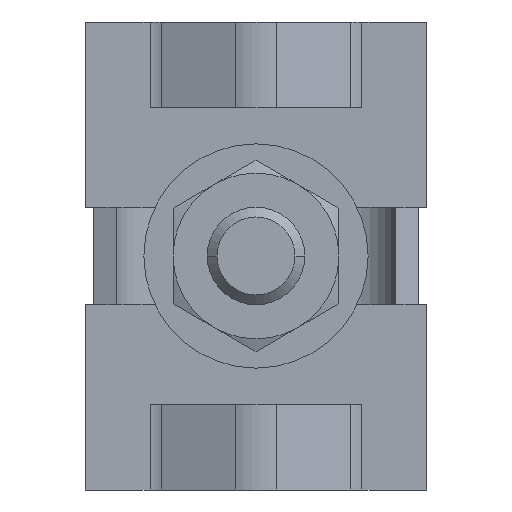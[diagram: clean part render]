
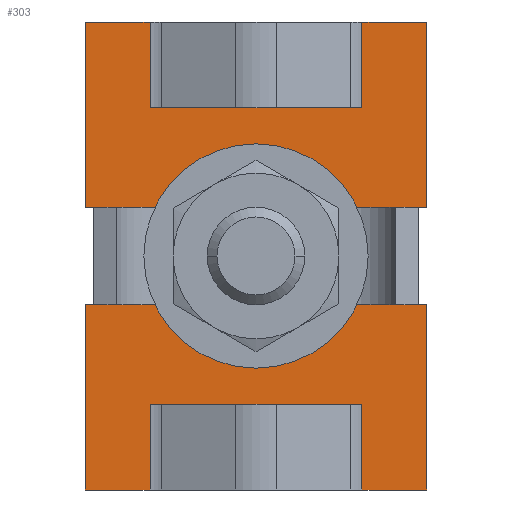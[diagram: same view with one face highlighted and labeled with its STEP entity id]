
A CAD part, front view. The second image highlights one B-rep face of the part: STEP entity #303.
In plain terms, the highlighted planar face has unit normal (0, -1, 0).
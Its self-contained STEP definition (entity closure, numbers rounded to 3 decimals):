
#303=ADVANCED_FACE('',(#590,#591),#592,.T.);
#590=FACE_BOUND('',#901,.T.);
#591=FACE_OUTER_BOUND('',#902,.T.);
#592=PLANE('',#903);
#901=EDGE_LOOP('',(#1465,#1466,#1467,#1468));
#902=EDGE_LOOP('',(#1469,#1470,#1471,#1472,#1473,#1474,#1475,#1476,#1477,#1478,#1479,#1480,#1481,#1482,#1483,#1484,#1485,#1486,#1487,#1488,#1489,#1490,#1491,#1492,#1493,#1494,#1495,#1496));
#903=AXIS2_PLACEMENT_3D('',#1497,#1498,#1499);
#1465=ORIENTED_EDGE('',*,*,#1951,.T.);
#1466=ORIENTED_EDGE('',*,*,#1955,.T.);
#1467=ORIENTED_EDGE('',*,*,#1942,.T.);
#1468=ORIENTED_EDGE('',*,*,#1947,.T.);
#1469=ORIENTED_EDGE('',*,*,#2117,.T.);
#1470=ORIENTED_EDGE('',*,*,#2118,.F.);
#1471=ORIENTED_EDGE('',*,*,#2082,.F.);
#1472=ORIENTED_EDGE('',*,*,#1963,.T.);
#1473=ORIENTED_EDGE('',*,*,#2088,.F.);
#1474=ORIENTED_EDGE('',*,*,#2119,.T.);
#1475=ORIENTED_EDGE('',*,*,#2120,.T.);
#1476=ORIENTED_EDGE('',*,*,#2121,.T.);
#1477=ORIENTED_EDGE('',*,*,#1966,.T.);
#1478=ORIENTED_EDGE('',*,*,#1975,.F.);
#1479=ORIENTED_EDGE('',*,*,#2018,.F.);
#1480=ORIENTED_EDGE('',*,*,#1997,.F.);
#1481=ORIENTED_EDGE('',*,*,#1990,.T.);
#1482=ORIENTED_EDGE('',*,*,#2073,.F.);
#1483=ORIENTED_EDGE('',*,*,#2080,.T.);
#1484=ORIENTED_EDGE('',*,*,#2070,.T.);
#1485=ORIENTED_EDGE('',*,*,#2026,.F.);
#1486=ORIENTED_EDGE('',*,*,#1985,.T.);
#1487=ORIENTED_EDGE('',*,*,#2032,.F.);
#1488=ORIENTED_EDGE('',*,*,#2059,.F.);
#1489=ORIENTED_EDGE('',*,*,#2079,.T.);
#1490=ORIENTED_EDGE('',*,*,#2054,.T.);
#1491=ORIENTED_EDGE('',*,*,#1993,.T.);
#1492=ORIENTED_EDGE('',*,*,#2002,.F.);
#1493=ORIENTED_EDGE('',*,*,#2015,.T.);
#1494=ORIENTED_EDGE('',*,*,#2024,.F.);
#1495=ORIENTED_EDGE('',*,*,#1973,.T.);
#1496=ORIENTED_EDGE('',*,*,#2115,.T.);
#1497=CARTESIAN_POINT('',(31.682,77.5,39.2));
#1498=DIRECTION('',(0.0,-1.0,0.0));
#1499=DIRECTION('',(1.0,0.0,0.0));
#1942=EDGE_CURVE('',#2283,#2284,#2285,.T.);
#1947=EDGE_CURVE('',#2284,#2292,#2293,.T.);
#1951=EDGE_CURVE('',#2292,#2298,#2299,.T.);
#1955=EDGE_CURVE('',#2298,#2283,#2304,.T.);
#1963=EDGE_CURVE('',#2308,#2316,#2318,.T.);
#1966=EDGE_CURVE('',#2323,#2320,#2324,.T.);
#1973=EDGE_CURVE('',#2330,#2334,#2336,.T.);
#1975=EDGE_CURVE('',#2338,#2320,#2339,.T.);
#1985=EDGE_CURVE('',#2347,#2355,#2357,.T.);
#1990=EDGE_CURVE('',#2359,#2364,#2366,.T.);
#1993=EDGE_CURVE('',#2371,#2369,#2372,.T.);
#1997=EDGE_CURVE('',#2359,#2377,#2378,.T.);
#2002=EDGE_CURVE('',#2385,#2369,#2386,.T.);
#2015=EDGE_CURVE('',#2385,#2402,#2404,.T.);
#2018=EDGE_CURVE('',#2377,#2338,#2407,.T.);
#2024=EDGE_CURVE('',#2330,#2402,#2413,.T.);
#2026=EDGE_CURVE('',#2347,#2415,#2416,.T.);
#2032=EDGE_CURVE('',#2425,#2355,#2427,.T.);
#2054=EDGE_CURVE('',#2458,#2371,#2459,.T.);
#2059=EDGE_CURVE('',#2464,#2425,#2466,.T.);
#2070=EDGE_CURVE('',#2480,#2415,#2481,.T.);
#2073=EDGE_CURVE('',#2484,#2364,#2485,.T.);
#2079=EDGE_CURVE('',#2464,#2458,#2492,.T.);
#2080=EDGE_CURVE('',#2484,#2480,#2493,.T.);
#2082=EDGE_CURVE('',#2308,#2495,#2496,.T.);
#2088=EDGE_CURVE('',#2505,#2316,#2507,.T.);
#2115=EDGE_CURVE('',#2334,#2543,#2545,.T.);
#2117=EDGE_CURVE('',#2543,#2547,#2548,.T.);
#2118=EDGE_CURVE('',#2495,#2547,#2549,.T.);
#2119=EDGE_CURVE('',#2505,#2550,#2551,.T.);
#2120=EDGE_CURVE('',#2550,#2552,#2553,.T.);
#2121=EDGE_CURVE('',#2552,#2323,#2554,.T.);
#2283=VERTEX_POINT('',#2777);
#2284=VERTEX_POINT('',#2778);
#2285=LINE('',#2779,#2780);
#2292=VERTEX_POINT('',#2790);
#2293=LINE('',#2791,#2792);
#2298=VERTEX_POINT('',#2799);
#2299=LINE('',#2800,#2801);
#2304=LINE('',#2808,#2809);
#2308=VERTEX_POINT('',#2814);
#2316=VERTEX_POINT('',#2824);
#2318=LINE('',#2827,#2828);
#2320=VERTEX_POINT('',#2830);
#2323=VERTEX_POINT('',#2833);
#2324=LINE('',#2834,#2835);
#2330=VERTEX_POINT('',#2843);
#2334=VERTEX_POINT('',#2848);
#2336=LINE('',#2851,#2852);
#2338=VERTEX_POINT('',#2854);
#2339=LINE('',#2855,#2856);
#2347=VERTEX_POINT('',#2865);
#2355=VERTEX_POINT('',#2875);
#2357=LINE('',#2878,#2879);
#2359=VERTEX_POINT('',#2881);
#2364=VERTEX_POINT('',#2887);
#2366=LINE('',#2890,#2891);
#2369=VERTEX_POINT('',#2894);
#2371=VERTEX_POINT('',#2896);
#2372=LINE('',#2897,#2898);
#2377=VERTEX_POINT('',#2905);
#2378=LINE('',#2906,#2907);
#2385=VERTEX_POINT('',#2915);
#2386=LINE('',#2916,#2917);
#2402=VERTEX_POINT('',#2938);
#2404=LINE('',#2940,#2941);
#2407=LINE('',#2945,#2946);
#2413=LINE('',#2954,#2955);
#2415=VERTEX_POINT('',#2957);
#2416=LINE('',#2958,#2959);
#2425=VERTEX_POINT('',#2970);
#2427=LINE('',#2972,#2973);
#2458=VERTEX_POINT('',#3015);
#2459=LINE('',#3016,#3017);
#2464=VERTEX_POINT('',#3024);
#2466=LINE('',#3026,#3027);
#2480=VERTEX_POINT('',#3046);
#2481=LINE('',#3047,#3048);
#2484=VERTEX_POINT('',#3051);
#2485=LINE('',#3052,#3053);
#2492=LINE('',#3064,#3065);
#2493=LINE('',#3066,#3067);
#2495=VERTEX_POINT('',#3069);
#2496=LINE('',#3070,#3071);
#2505=VERTEX_POINT('',#3082);
#2507=LINE('',#3084,#3085);
#2543=VERTEX_POINT('',#3135);
#2545=LINE('',#3138,#3139);
#2547=VERTEX_POINT('',#3141);
#2548=LINE('',#3142,#3143);
#2549=LINE('',#3144,#3145);
#2550=VERTEX_POINT('',#3146);
#2551=LINE('',#3147,#3148);
#2552=VERTEX_POINT('',#3149);
#2553=LINE('',#3150,#3151);
#2554=LINE('',#3152,#3153);
#2777=CARTESIAN_POINT('',(12.2,77.5,29.3));
#2778=CARTESIAN_POINT('',(22.8,77.5,29.3));
#2779=CARTESIAN_POINT('',(24.591,77.5,29.3));
#2780=VECTOR('',#3678,1.0);
#2790=CARTESIAN_POINT('',(22.8,77.5,18.7));
#2791=CARTESIAN_POINT('',(22.8,77.5,31.6));
#2792=VECTOR('',#3682,1.0);
#2799=CARTESIAN_POINT('',(12.2,77.5,18.7));
#2800=CARTESIAN_POINT('',(24.591,77.5,18.7));
#2801=VECTOR('',#3685,1.0);
#2808=CARTESIAN_POINT('',(12.2,77.5,31.6));
#2809=VECTOR('',#3688,1.0);
#2814=CARTESIAN_POINT('',(21.235,77.5,39.2));
#2824=CARTESIAN_POINT('',(13.765,77.5,39.2));
#2827=CARTESIAN_POINT('',(17.5,77.5,39.2));
#2828=VECTOR('',#3699,1.0);
#2830=CARTESIAN_POINT('',(2.729,77.5,29.0));
#2833=CARTESIAN_POINT('',(0.0,77.5,29.0));
#2834=CARTESIAN_POINT('',(17.5,77.5,29.0));
#2835=VECTOR('',#3703,1.0);
#2843=CARTESIAN_POINT('',(32.271,77.5,29.0));
#2848=CARTESIAN_POINT('',(35.0,77.5,29.0));
#2851=CARTESIAN_POINT('',(17.5,77.5,29.0));
#2852=VECTOR('',#3711,1.0);
#2854=CARTESIAN_POINT('',(8.75,77.5,29.0));
#2855=CARTESIAN_POINT('',(17.5,77.5,29.0));
#2856=VECTOR('',#3712,1.0);
#2865=CARTESIAN_POINT('',(13.765,77.5,8.8));
#2875=CARTESIAN_POINT('',(21.235,77.5,8.8));
#2878=CARTESIAN_POINT('',(17.5,77.5,8.8));
#2879=VECTOR('',#3729,1.0);
#2881=CARTESIAN_POINT('',(2.729,77.5,19.0));
#2887=CARTESIAN_POINT('',(0.0,77.5,19.0));
#2890=CARTESIAN_POINT('',(17.5,77.5,19.0));
#2891=VECTOR('',#3735,1.0);
#2894=CARTESIAN_POINT('',(32.271,77.5,19.0));
#2896=CARTESIAN_POINT('',(35.0,77.5,19.0));
#2897=CARTESIAN_POINT('',(17.5,77.5,19.0));
#2898=VECTOR('',#3739,1.0);
#2905=CARTESIAN_POINT('',(8.75,77.5,19.0));
#2906=CARTESIAN_POINT('',(17.5,77.5,19.0));
#2907=VECTOR('',#3742,1.0);
#2915=CARTESIAN_POINT('',(26.25,77.5,19.0));
#2916=CARTESIAN_POINT('',(17.5,77.5,19.0));
#2917=VECTOR('',#3750,1.0);
#2938=CARTESIAN_POINT('',(26.25,77.5,29.0));
#2940=CARTESIAN_POINT('',(26.25,77.5,19.0));
#2941=VECTOR('',#3768,1.0);
#2945=CARTESIAN_POINT('',(8.75,77.5,19.0));
#2946=VECTOR('',#3770,1.0);
#2954=CARTESIAN_POINT('',(17.5,77.5,29.0));
#2955=VECTOR('',#3773,1.0);
#2957=CARTESIAN_POINT('',(6.635,77.5,8.8));
#2958=CARTESIAN_POINT('',(17.5,77.5,8.8));
#2959=VECTOR('',#3774,1.0);
#2970=CARTESIAN_POINT('',(28.365,77.5,8.8));
#2972=CARTESIAN_POINT('',(17.5,77.5,8.8));
#2973=VECTOR('',#3786,1.0);
#3015=CARTESIAN_POINT('',(35.0,77.5,0.0));
#3016=CARTESIAN_POINT('',(35.0,77.5,0.0));
#3017=VECTOR('',#3810,1.0);
#3024=CARTESIAN_POINT('',(28.365,77.5,0.0));
#3026=CARTESIAN_POINT('',(28.365,77.5,0.0));
#3027=VECTOR('',#3816,1.0);
#3046=CARTESIAN_POINT('',(6.635,77.5,0.0));
#3047=CARTESIAN_POINT('',(6.635,77.5,0.0));
#3048=VECTOR('',#3825,1.0);
#3051=CARTESIAN_POINT('',(0.0,77.5,0.0));
#3052=CARTESIAN_POINT('',(0.0,77.5,0.0));
#3053=VECTOR('',#3829,1.0);
#3064=CARTESIAN_POINT('',(28.365,77.5,0.0));
#3065=VECTOR('',#3834,1.0);
#3066=CARTESIAN_POINT('',(0.0,77.5,0.0));
#3067=VECTOR('',#3835,1.0);
#3069=CARTESIAN_POINT('',(28.365,77.5,39.2));
#3070=CARTESIAN_POINT('',(17.5,77.5,39.2));
#3071=VECTOR('',#3836,1.0);
#3082=CARTESIAN_POINT('',(6.635,77.5,39.2));
#3084=CARTESIAN_POINT('',(17.5,77.5,39.2));
#3085=VECTOR('',#3848,1.0);
#3135=CARTESIAN_POINT('',(35.0,77.5,48.0));
#3138=CARTESIAN_POINT('',(35.0,77.5,34.1));
#3139=VECTOR('',#3876,1.0);
#3141=CARTESIAN_POINT('',(28.365,77.5,48.0));
#3142=CARTESIAN_POINT('',(28.365,77.5,48.0));
#3143=VECTOR('',#3877,1.0);
#3144=CARTESIAN_POINT('',(28.365,77.5,39.2));
#3145=VECTOR('',#3878,1.0);
#3146=CARTESIAN_POINT('',(6.635,77.5,48.0));
#3147=CARTESIAN_POINT('',(6.635,77.5,39.2));
#3148=VECTOR('',#3879,1.0);
#3149=CARTESIAN_POINT('',(0.0,77.5,48.0));
#3150=CARTESIAN_POINT('',(0.0,77.5,48.0));
#3151=VECTOR('',#3880,1.0);
#3152=CARTESIAN_POINT('',(0.0,77.5,34.1));
#3153=VECTOR('',#3881,1.0);
#3678=DIRECTION('',(1.0,0.0,0.0));
#3682=DIRECTION('',(-0.0,-0.0,-1.0));
#3685=DIRECTION('',(-1.0,0.0,0.0));
#3688=DIRECTION('',(-0.0,0.0,1.0));
#3699=DIRECTION('',(-1.0,0.0,0.0));
#3703=DIRECTION('',(1.0,0.0,0.0));
#3711=DIRECTION('',(1.0,0.0,0.0));
#3712=DIRECTION('',(-1.0,-0.0,-0.0));
#3729=DIRECTION('',(1.0,0.0,0.0));
#3735=DIRECTION('',(-1.0,0.0,0.0));
#3739=DIRECTION('',(-1.0,0.0,0.0));
#3742=DIRECTION('',(1.0,0.0,0.0));
#3750=DIRECTION('',(1.0,0.0,0.0));
#3768=DIRECTION('',(0.0,0.0,1.0));
#3770=DIRECTION('',(0.0,0.0,1.0));
#3773=DIRECTION('',(-1.0,-0.0,-0.0));
#3774=DIRECTION('',(-1.0,-0.0,-0.0));
#3786=DIRECTION('',(-1.0,-0.0,-0.0));
#3810=DIRECTION('',(0.0,0.0,1.0));
#3816=DIRECTION('',(0.0,0.0,1.0));
#3825=DIRECTION('',(0.0,0.0,1.0));
#3829=DIRECTION('',(0.0,0.0,1.0));
#3834=DIRECTION('',(1.0,0.0,0.0));
#3835=DIRECTION('',(1.0,0.0,0.0));
#3836=DIRECTION('',(1.0,0.0,0.0));
#3848=DIRECTION('',(1.0,0.0,0.0));
#3876=DIRECTION('',(0.0,0.0,1.0));
#3877=DIRECTION('',(-1.0,0.0,0.0));
#3878=DIRECTION('',(0.0,0.0,1.0));
#3879=DIRECTION('',(0.0,0.0,1.0));
#3880=DIRECTION('',(-1.0,0.0,0.0));
#3881=DIRECTION('',(0.0,0.0,-1.0));
